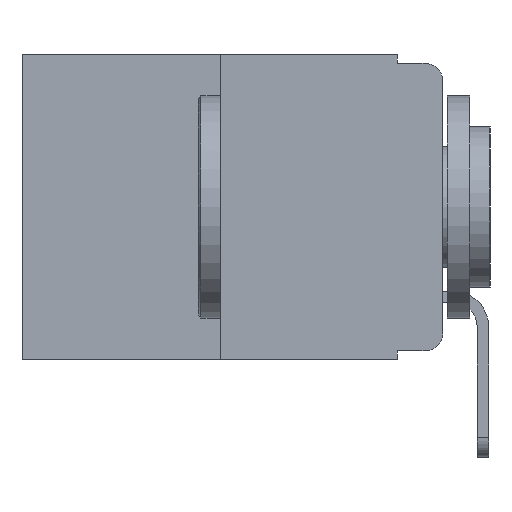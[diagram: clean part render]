
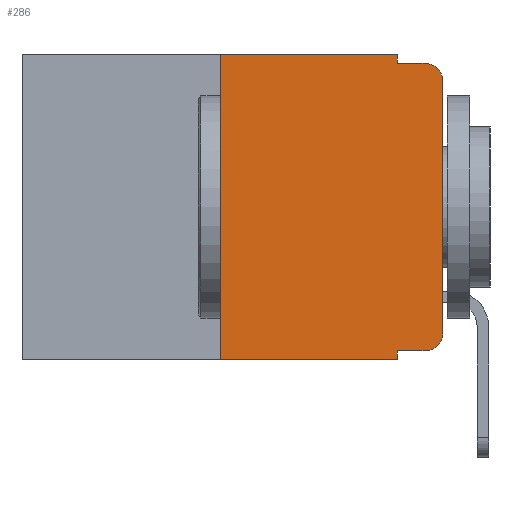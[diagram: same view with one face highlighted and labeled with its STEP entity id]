
A CAD part, left-side view. The second image highlights one B-rep face of the part: STEP entity #286.
In plain terms, the highlighted planar face has unit normal (-1, 0, 0).
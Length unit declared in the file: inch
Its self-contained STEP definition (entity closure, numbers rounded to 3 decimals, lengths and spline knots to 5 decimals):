
#245 = VERTEX_POINT ( 'NONE', #20794 ) ;
#286 = ADVANCED_FACE ( 'NONE', ( #1641 ), #16163, .F. ) ;
#357 = CARTESIAN_POINT ( 'NONE',  ( 0., 0.051, 0. ) ) ;
#468 = AXIS2_PLACEMENT_3D ( 'NONE', #1118, #755, #22865 ) ;
#755 = DIRECTION ( 'NONE',  ( -1., 0., 0. ) ) ;
#759 = EDGE_CURVE ( 'NONE', #12415, #9000, #22551, .T. ) ;
#1118 = CARTESIAN_POINT ( 'NONE',  ( 0., 0.02, -0.313 ) ) ;
#1229 = EDGE_CURVE ( 'NONE', #9000, #23453, #12829, .T. ) ;
#1540 = VECTOR ( 'NONE', #20999, 39.37008 ) ;
#1624 = VERTEX_POINT ( 'NONE', #6163 ) ;
#1641 = FACE_OUTER_BOUND ( 'NONE', #18003, .T. ) ;
#2109 = CARTESIAN_POINT ( 'NONE',  ( 0., 0.051, -0.01 ) ) ;
#2144 = EDGE_CURVE ( 'NONE', #13567, #14086, #7529, .T. ) ;
#3148 = DIRECTION ( 'NONE',  ( 0., 0., -1. ) ) ;
#3923 = CARTESIAN_POINT ( 'NONE',  ( 0., 0., -0.03 ) ) ;
#3941 = VECTOR ( 'NONE', #20007, 39.37008 ) ;
#4217 = VECTOR ( 'NONE', #7081, 39.37008 ) ;
#4760 = LINE ( 'NONE', #24697, #19793 ) ;
#6163 = CARTESIAN_POINT ( 'NONE',  ( 0., 0.25, 0. ) ) ;
#6309 = EDGE_CURVE ( 'NONE', #23453, #14086, #11836, .T. ) ;
#6585 = CARTESIAN_POINT ( 'NONE',  ( 0., 0.051, -0.333 ) ) ;
#7081 = DIRECTION ( 'NONE',  ( 0., -1., 0. ) ) ;
#7315 = CARTESIAN_POINT ( 'NONE',  ( 0., 0.25, -0.343 ) ) ;
#7529 = LINE ( 'NONE', #22725, #1540 ) ;
#8596 = CARTESIAN_POINT ( 'NONE',  ( 0., 0.02, -0.333 ) ) ;
#8841 = VERTEX_POINT ( 'NONE', #10377 ) ;
#8893 = CARTESIAN_POINT ( 'NONE',  ( 0., 0., -0.313 ) ) ;
#9000 = VERTEX_POINT ( 'NONE', #8893 ) ;
#9796 = VECTOR ( 'NONE', #11583, 39.37008 ) ;
#10137 = DIRECTION ( 'NONE',  ( 0., 0., 1. ) ) ;
#10263 = EDGE_CURVE ( 'NONE', #17934, #8841, #4760, .T. ) ;
#10267 = CARTESIAN_POINT ( 'NONE',  ( 0., 0.25, 0. ) ) ;
#10377 = CARTESIAN_POINT ( 'NONE',  ( 0., 0.051, -0.343 ) ) ;
#10683 = AXIS2_PLACEMENT_3D ( 'NONE', #22832, #11243, #24750 ) ;
#11243 = DIRECTION ( 'NONE',  ( -1., 0., 0. ) ) ;
#11474 = CARTESIAN_POINT ( 'NONE',  ( 0., 0.051, -0.333 ) ) ;
#11583 = DIRECTION ( 'NONE',  ( 0., 0., -1. ) ) ;
#11752 = CARTESIAN_POINT ( 'NONE',  ( 0., 0.02, -0.01 ) ) ;
#11836 = CIRCLE ( 'NONE', #10683, 0.02 ) ;
#12415 = VERTEX_POINT ( 'NONE', #8596 ) ;
#12593 = EDGE_CURVE ( 'NONE', #1624, #245, #25009, .T. ) ;
#12829 = LINE ( 'NONE', #24125, #22521 ) ;
#13413 = DIRECTION ( 'NONE',  ( 0., -1., 0. ) ) ;
#13567 = VERTEX_POINT ( 'NONE', #2109 ) ;
#14043 = EDGE_CURVE ( 'NONE', #15003, #8841, #24641, .T. ) ;
#14086 = VERTEX_POINT ( 'NONE', #11752 ) ;
#14128 = LINE ( 'NONE', #10267, #3941 ) ;
#14296 = EDGE_CURVE ( 'NONE', #245, #13567, #24331, .T. ) ;
#15003 = VERTEX_POINT ( 'NONE', #6585 ) ;
#16107 = DIRECTION ( 'NONE',  ( 1., 0., 0. ) ) ;
#16163 = PLANE ( 'NONE',  #21290 ) ;
#16190 = VECTOR ( 'NONE', #13413, 39.37008 ) ;
#16573 = ORIENTED_EDGE ( 'NONE', *, *, #1229, .T. ) ;
#16766 = CARTESIAN_POINT ( 'NONE',  ( 0., 0.473, 0. ) ) ;
#16838 = CARTESIAN_POINT ( 'NONE',  ( 0., 0.473, 0. ) ) ;
#16979 = ORIENTED_EDGE ( 'NONE', *, *, #6309, .T. ) ;
#17012 = DIRECTION ( 'NONE',  ( 0., -1., 0. ) ) ;
#17479 = ORIENTED_EDGE ( 'NONE', *, *, #2144, .F. ) ;
#17934 = VERTEX_POINT ( 'NONE', #7315 ) ;
#18003 = EDGE_LOOP ( 'NONE', ( #16573, #16979, #17479, #18755, #19597, #19967, #20871, #21471, #21833, #24800 ) ) ;
#18168 = DIRECTION ( 'NONE',  ( 0., 0., -1. ) ) ;
#18755 = ORIENTED_EDGE ( 'NONE', *, *, #14296, .F. ) ;
#19165 = VECTOR ( 'NONE', #18168, 39.37008 ) ;
#19597 = ORIENTED_EDGE ( 'NONE', *, *, #12593, .F. ) ;
#19793 = VECTOR ( 'NONE', #17012, 39.37008 ) ;
#19967 = ORIENTED_EDGE ( 'NONE', *, *, #20512, .F. ) ;
#20007 = DIRECTION ( 'NONE',  ( 0., 0., 1. ) ) ;
#20512 = EDGE_CURVE ( 'NONE', #17934, #1624, #14128, .T. ) ;
#20794 = CARTESIAN_POINT ( 'NONE',  ( 0., 0.051, 0. ) ) ;
#20871 = ORIENTED_EDGE ( 'NONE', *, *, #10263, .T. ) ;
#20999 = DIRECTION ( 'NONE',  ( 0., -1., 0. ) ) ;
#21290 = AXIS2_PLACEMENT_3D ( 'NONE', #16766, #16107, #3148 ) ;
#21358 = LINE ( 'NONE', #11474, #16190 ) ;
#21471 = ORIENTED_EDGE ( 'NONE', *, *, #14043, .F. ) ;
#21833 = ORIENTED_EDGE ( 'NONE', *, *, #24593, .T. ) ;
#22521 = VECTOR ( 'NONE', #10137, 39.37008 ) ;
#22551 = CIRCLE ( 'NONE', #468, 0.02 ) ;
#22725 = CARTESIAN_POINT ( 'NONE',  ( 0., 0.051, -0.01 ) ) ;
#22832 = CARTESIAN_POINT ( 'NONE',  ( 0., 0.02, -0.03 ) ) ;
#22865 = DIRECTION ( 'NONE',  ( 0., 0., -1. ) ) ;
#23186 = CARTESIAN_POINT ( 'NONE',  ( 0., 0.051, 0. ) ) ;
#23453 = VERTEX_POINT ( 'NONE', #3923 ) ;
#24125 = CARTESIAN_POINT ( 'NONE',  ( 0., 0., 0. ) ) ;
#24331 = LINE ( 'NONE', #357, #19165 ) ;
#24593 = EDGE_CURVE ( 'NONE', #15003, #12415, #21358, .T. ) ;
#24641 = LINE ( 'NONE', #23186, #9796 ) ;
#24697 = CARTESIAN_POINT ( 'NONE',  ( 0., 0.473, -0.343 ) ) ;
#24750 = DIRECTION ( 'NONE',  ( 0., 0., -1. ) ) ;
#24800 = ORIENTED_EDGE ( 'NONE', *, *, #759, .T. ) ;
#25009 = LINE ( 'NONE', #16838, #4217 ) ;
